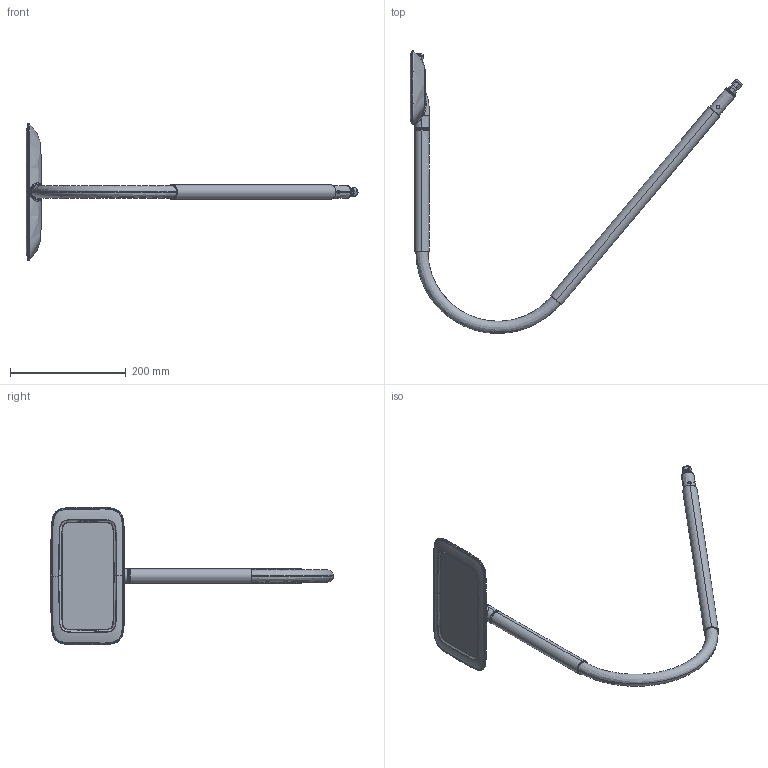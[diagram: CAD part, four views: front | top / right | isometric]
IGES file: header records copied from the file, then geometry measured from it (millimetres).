
Start section: SolidWorks IGES file using analytic representation for surfaces
Global section: file name: Satellitenhanschalter SAT.IGS; native system: SolidWorks 2012; preprocessor: SolidWorks 2012; author: CKuhn; date: 130806.152819; units: millimetre
Bounding box: 572.74 x 488.03 x 237.77 mm (x, y, z)
Surface area: 143743.2 mm2 (no closed solid volume)
Topology: 0 solids, 0 shells, 242 faces, 3648 edges, 3641 vertices
Faces by surface type: bspline 168, revolution 74
